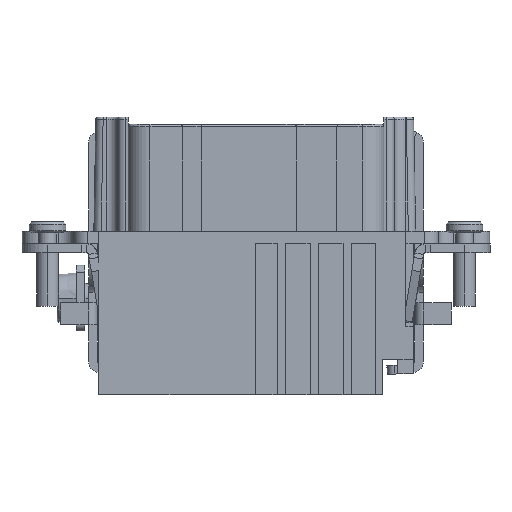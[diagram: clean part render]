
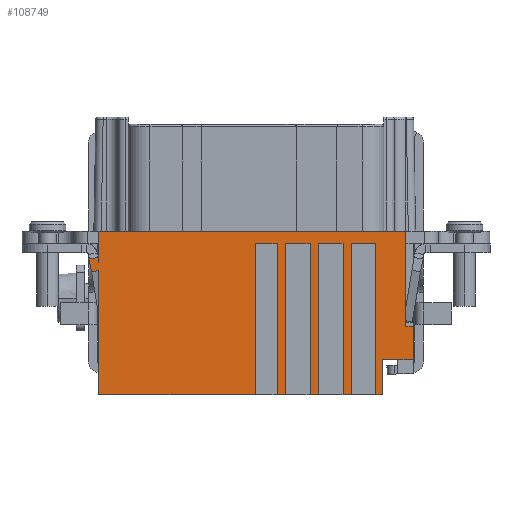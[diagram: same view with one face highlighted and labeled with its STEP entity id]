
A CAD part, left-side view. The second image highlights one B-rep face of the part: STEP entity #108749.
In plain terms, the highlighted planar face has unit normal (-1, 0, 0).
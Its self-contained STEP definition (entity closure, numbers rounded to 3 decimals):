
#345=DIRECTION('',(0.,-1.,0.));
#346=VECTOR('',#345,21.4);
#347=CARTESIAN_POINT('',(-17.,12.95,-22.6));
#348=LINE('',#347,#346);
#32577=DIRECTION('',(0.,0.,1.));
#32578=VECTOR('',#32577,17.017);
#32579=CARTESIAN_POINT('',(-17.,12.95,-22.6));
#32580=LINE('',#32579,#32578);
#32581=DIRECTION('',(0.,-0.165,
-0.986));
#32582=VECTOR('',#32581,0.722);
#32583=CARTESIAN_POINT('',(-17.,13.069,-3.809));
#32584=LINE('',#32583,#32582);
#32585=DIRECTION('',(0.,0.,1.));
#32586=VECTOR('',#32585,4.321);
#32587=CARTESIAN_POINT('',(-17.,12.95,-4.521));
#32588=LINE('',#32587,#32586);
#32589=DIRECTION('',(0.,-1.,0.));
#32590=VECTOR('',#32589,42.);
#32591=CARTESIAN_POINT('',(-17.,12.95,-0.2));
#32592=LINE('',#32591,#32590);
#32593=DIRECTION('',(0.,0.,-1.));
#32594=VECTOR('',#32593,13.);
#32595=CARTESIAN_POINT('',(-17.,-29.05,-0.2));
#32596=LINE('',#32595,#32594);
#32597=DIRECTION('',(0.,-1.,0.));
#32598=VECTOR('',#32597,1.);
#32599=CARTESIAN_POINT('',(-17.,-29.05,-13.2));
#32600=LINE('',#32599,#32598);
#32601=DIRECTION('',(0.,1.,0.));
#32602=VECTOR('',#32601,4.2);
#32603=CARTESIAN_POINT('',(-17.,-30.05,-17.8));
#32604=LINE('',#32603,#32602);
#32605=DIRECTION('',(0.,0.,1.));
#32606=VECTOR('',#32605,4.8);
#32607=CARTESIAN_POINT('',(-17.,-25.85,-22.6));
#32608=LINE('',#32607,#32606);
#32609=DIRECTION('',(0.,-1.,0.));
#32610=VECTOR('',#32609,1.);
#32611=CARTESIAN_POINT('',(-17.,-24.85,-22.6));
#32612=LINE('',#32611,#32610);
#32613=DIRECTION('',(0.,0.,1.));
#32614=VECTOR('',#32613,20.65);
#32615=CARTESIAN_POINT('',(-17.,-24.85,-22.6));
#32616=LINE('',#32615,#32614);
#32617=DIRECTION('',(0.,-1.,0.));
#32618=VECTOR('',#32617,3.3);
#32619=CARTESIAN_POINT('',(-17.,-21.55,-1.95));
#32620=LINE('',#32619,#32618);
#32621=DIRECTION('',(0.,0.,1.));
#32622=VECTOR('',#32621,20.65);
#32623=CARTESIAN_POINT('',(-17.,-21.55,-22.6));
#32624=LINE('',#32623,#32622);
#32625=DIRECTION('',(0.,-1.,0.));
#32626=VECTOR('',#32625,1.1);
#32627=CARTESIAN_POINT('',(-17.,-20.45,-22.6));
#32628=LINE('',#32627,#32626);
#32629=DIRECTION('',(0.,0.,1.));
#32630=VECTOR('',#32629,20.65);
#32631=CARTESIAN_POINT('',(-17.,-20.45,-22.6));
#32632=LINE('',#32631,#32630);
#32633=DIRECTION('',(0.,-1.,0.));
#32634=VECTOR('',#32633,3.4);
#32635=CARTESIAN_POINT('',(-17.,-17.05,-1.95));
#32636=LINE('',#32635,#32634);
#32637=DIRECTION('',(0.,0.,1.));
#32638=VECTOR('',#32637,20.65);
#32639=CARTESIAN_POINT('',(-17.,-17.05,-22.6));
#32640=LINE('',#32639,#32638);
#32641=DIRECTION('',(0.,-1.,0.));
#32642=VECTOR('',#32641,1.1);
#32643=CARTESIAN_POINT('',(-17.,-15.95,-22.6));
#32644=LINE('',#32643,#32642);
#32645=DIRECTION('',(0.,0.,1.));
#32646=VECTOR('',#32645,20.65);
#32647=CARTESIAN_POINT('',(-17.,-15.95,-22.6));
#32648=LINE('',#32647,#32646);
#32649=DIRECTION('',(0.,-1.,0.));
#32650=VECTOR('',#32649,3.4);
#32651=CARTESIAN_POINT('',(-17.,-12.55,-1.95));
#32652=LINE('',#32651,#32650);
#32653=DIRECTION('',(0.,0.,1.));
#32654=VECTOR('',#32653,20.65);
#32655=CARTESIAN_POINT('',(-17.,-12.55,-22.6));
#32656=LINE('',#32655,#32654);
#32657=DIRECTION('',(0.,-1.,0.));
#32658=VECTOR('',#32657,1.1);
#32659=CARTESIAN_POINT('',(-17.,-11.45,-22.6));
#32660=LINE('',#32659,#32658);
#32661=DIRECTION('',(0.,0.,1.));
#32662=VECTOR('',#32661,20.65);
#32663=CARTESIAN_POINT('',(-17.,-11.45,-22.6));
#32664=LINE('',#32663,#32662);
#32665=DIRECTION('',(0.,-1.,0.));
#32666=VECTOR('',#32665,3.);
#32667=CARTESIAN_POINT('',(-17.,-8.45,-1.95));
#32668=LINE('',#32667,#32666);
#32669=DIRECTION('',(0.,0.,1.));
#32670=VECTOR('',#32669,20.65);
#32671=CARTESIAN_POINT('',(-17.,-8.45,-22.6));
#32672=LINE('',#32671,#32670);
#32673=DIRECTION('',(0.,-0.986,0.165));
#32674=VECTOR('',#32673,1.025);
#32675=CARTESIAN_POINT('',(-17.,13.961,-5.752));
#32676=LINE('',#32675,#32674);
#32686=DIRECTION('',(0.,-0.165,
-0.986));
#32687=VECTOR('',#32686,1.77);
#32688=CARTESIAN_POINT('',(-17.,14.253,-4.007));
#32689=LINE('',#32688,#32687);
#32788=DIRECTION('',(0.,0.986,-0.165));
#32789=VECTOR('',#32788,1.2);
#32790=CARTESIAN_POINT('',(-17.,13.069,-3.809));
#32791=LINE('',#32790,#32789);
#32867=DIRECTION('',(0.,0.,1.));
#32868=VECTOR('',#32867,4.6);
#32869=CARTESIAN_POINT('',(-17.,-30.05,-17.8));
#32870=LINE('',#32869,#32868);
#51608=CARTESIAN_POINT('',(-17.,-29.05,-13.2));
#51609=CARTESIAN_POINT('',(-17.,-30.05,-13.2));
#51610=VERTEX_POINT('',#51608);
#51611=VERTEX_POINT('',#51609);
#51613=CARTESIAN_POINT('',(-17.,-25.85,-22.6));
#51615=VERTEX_POINT('',#51613);
#51648=CARTESIAN_POINT('',(-17.,-8.45,-22.6));
#51650=VERTEX_POINT('',#51648);
#51652=CARTESIAN_POINT('',(-17.,-11.45,-22.6));
#51654=VERTEX_POINT('',#51652);
#51656=CARTESIAN_POINT('',(-17.,-12.55,-22.6));
#51658=VERTEX_POINT('',#51656);
#51660=CARTESIAN_POINT('',(-17.,-15.95,-22.6));
#51662=VERTEX_POINT('',#51660);
#51664=CARTESIAN_POINT('',(-17.,-17.05,-22.6));
#51666=VERTEX_POINT('',#51664);
#51668=CARTESIAN_POINT('',(-17.,-20.45,-22.6));
#51670=VERTEX_POINT('',#51668);
#51676=CARTESIAN_POINT('',(-17.,-21.55,-22.6));
#51677=VERTEX_POINT('',#51676);
#51678=CARTESIAN_POINT('',(-17.,-24.85,-22.6));
#51679=VERTEX_POINT('',#51678);
#51682=CARTESIAN_POINT('',(-17.,-29.05,-0.2));
#51683=VERTEX_POINT('',#51682);
#51756=CARTESIAN_POINT('',(-17.,-8.45,-1.95));
#51757=CARTESIAN_POINT('',(-17.,-11.45,-1.95));
#51758=VERTEX_POINT('',#51756);
#51759=VERTEX_POINT('',#51757);
#51760=CARTESIAN_POINT('',(-17.,-12.55,-1.95));
#51761=CARTESIAN_POINT('',(-17.,-15.95,-1.95));
#51762=VERTEX_POINT('',#51760);
#51763=VERTEX_POINT('',#51761);
#51764=CARTESIAN_POINT('',(-17.,-17.05,-1.95));
#51765=CARTESIAN_POINT('',(-17.,-20.45,-1.95));
#51766=VERTEX_POINT('',#51764);
#51767=VERTEX_POINT('',#51765);
#51768=CARTESIAN_POINT('',(-17.,-21.55,-1.95));
#51769=CARTESIAN_POINT('',(-17.,-24.85,-1.95));
#51770=VERTEX_POINT('',#51768);
#51771=VERTEX_POINT('',#51769);
#52330=CARTESIAN_POINT('',(-17.,-30.05,-17.8));
#52331=CARTESIAN_POINT('',(-17.,-25.85,-17.8));
#52332=VERTEX_POINT('',#52330);
#52333=VERTEX_POINT('',#52331);
#52713=CARTESIAN_POINT('',(-17.,12.95,-22.6));
#52715=VERTEX_POINT('',#52713);
#52733=CARTESIAN_POINT('',(-17.,12.95,-0.2));
#52734=VERTEX_POINT('',#52733);
#53849=CARTESIAN_POINT('',(-17.,13.069,-3.809));
#53850=VERTEX_POINT('',#53849);
#53859=CARTESIAN_POINT('',(-17.,14.253,-4.007));
#53860=VERTEX_POINT('',#53859);
#53861=CARTESIAN_POINT('',(-17.,13.961,-5.752));
#53862=VERTEX_POINT('',#53861);
#53956=CARTESIAN_POINT('',(-17.,12.95,-4.521));
#53958=VERTEX_POINT('',#53956);
#53964=CARTESIAN_POINT('',(-17.,12.95,-5.583));
#53965=VERTEX_POINT('',#53964);
#108695=CARTESIAN_POINT('',(-17.,23.25,-22.6));
#108696=DIRECTION('',(1.,0.,0.));
#108697=DIRECTION('',(0.,-1.,0.));
#108698=AXIS2_PLACEMENT_3D('',#108695,#108696,#108697);
#108699=PLANE('',#108698);
#108700=ORIENTED_EDGE('',*,*,#106435,.T.);
#108702=ORIENTED_EDGE('',*,*,#108701,.F.);
#108704=ORIENTED_EDGE('',*,*,#108703,.F.);
#108706=ORIENTED_EDGE('',*,*,#108705,.F.);
#108707=ORIENTED_EDGE('',*,*,#108685,.T.);
#108708=ORIENTED_EDGE('',*,*,#106443,.T.);
#108709=ORIENTED_EDGE('',*,*,#72445,.T.);
#108711=ORIENTED_EDGE('',*,*,#108710,.T.);
#108713=ORIENTED_EDGE('',*,*,#108712,.T.);
#108715=ORIENTED_EDGE('',*,*,#108714,.F.);
#108716=ORIENTED_EDGE('',*,*,#106259,.T.);
#108717=ORIENTED_EDGE('',*,*,#106312,.F.);
#108718=ORIENTED_EDGE('',*,*,#68355,.F.);
#108720=ORIENTED_EDGE('',*,*,#108719,.T.);
#108722=ORIENTED_EDGE('',*,*,#108721,.F.);
#108724=ORIENTED_EDGE('',*,*,#108723,.F.);
#108725=ORIENTED_EDGE('',*,*,#68347,.F.);
#108727=ORIENTED_EDGE('',*,*,#108726,.T.);
#108729=ORIENTED_EDGE('',*,*,#108728,.F.);
#108731=ORIENTED_EDGE('',*,*,#108730,.F.);
#108732=ORIENTED_EDGE('',*,*,#68339,.F.);
#108734=ORIENTED_EDGE('',*,*,#108733,.T.);
#108736=ORIENTED_EDGE('',*,*,#108735,.F.);
#108738=ORIENTED_EDGE('',*,*,#108737,.F.);
#108739=ORIENTED_EDGE('',*,*,#68331,.F.);
#108741=ORIENTED_EDGE('',*,*,#108740,.T.);
#108743=ORIENTED_EDGE('',*,*,#108742,.F.);
#108745=ORIENTED_EDGE('',*,*,#108744,.F.);
#108746=ORIENTED_EDGE('',*,*,#68323,.F.);
#108747=EDGE_LOOP('',(#108700,#108702,#108704,#108706,#108707,#108708,#108709,
#108711,#108713,#108715,#108716,#108717,#108718,#108720,#108722,#108724,#108725,
#108727,#108729,#108731,#108732,#108734,#108736,#108738,#108739,#108741,#108743,
#108745,#108746));
#108748=FACE_OUTER_BOUND('',#108747,.F.);
#108749=ADVANCED_FACE('',(#108748),#108699,.F.);
#68323=EDGE_CURVE('',#52715,#51650,#348,.T.);
#68331=EDGE_CURVE('',#51654,#51658,#32660,.T.);
#68339=EDGE_CURVE('',#51662,#51666,#32644,.T.);
#68347=EDGE_CURVE('',#51670,#51677,#32628,.T.);
#68355=EDGE_CURVE('',#51679,#51615,#32612,.T.);
#72445=EDGE_CURVE('',#52734,#51683,#32592,.T.);
#106259=EDGE_CURVE('',#52332,#52333,#32604,.T.);
#106312=EDGE_CURVE('',#51615,#52333,#32608,.T.);
#106435=EDGE_CURVE('',#52715,#53965,#32580,.T.);
#106443=EDGE_CURVE('',#53958,#52734,#32588,.T.);
#108685=EDGE_CURVE('',#53850,#53958,#32584,.T.);
#108701=EDGE_CURVE('',#53862,#53965,#32676,.T.);
#108703=EDGE_CURVE('',#53860,#53862,#32689,.T.);
#108705=EDGE_CURVE('',#53850,#53860,#32791,.T.);
#108710=EDGE_CURVE('',#51683,#51610,#32596,.T.);
#108712=EDGE_CURVE('',#51610,#51611,#32600,.T.);
#108714=EDGE_CURVE('',#52332,#51611,#32870,.T.);
#108719=EDGE_CURVE('',#51679,#51771,#32616,.T.);
#108721=EDGE_CURVE('',#51770,#51771,#32620,.T.);
#108723=EDGE_CURVE('',#51677,#51770,#32624,.T.);
#108726=EDGE_CURVE('',#51670,#51767,#32632,.T.);
#108728=EDGE_CURVE('',#51766,#51767,#32636,.T.);
#108730=EDGE_CURVE('',#51666,#51766,#32640,.T.);
#108733=EDGE_CURVE('',#51662,#51763,#32648,.T.);
#108735=EDGE_CURVE('',#51762,#51763,#32652,.T.);
#108737=EDGE_CURVE('',#51658,#51762,#32656,.T.);
#108740=EDGE_CURVE('',#51654,#51759,#32664,.T.);
#108742=EDGE_CURVE('',#51758,#51759,#32668,.T.);
#108744=EDGE_CURVE('',#51650,#51758,#32672,.T.);
